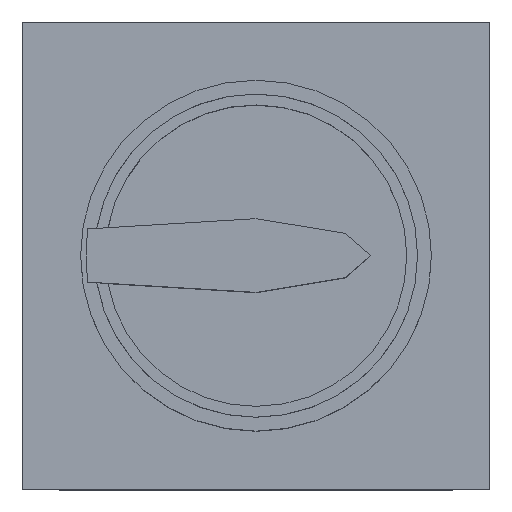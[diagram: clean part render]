
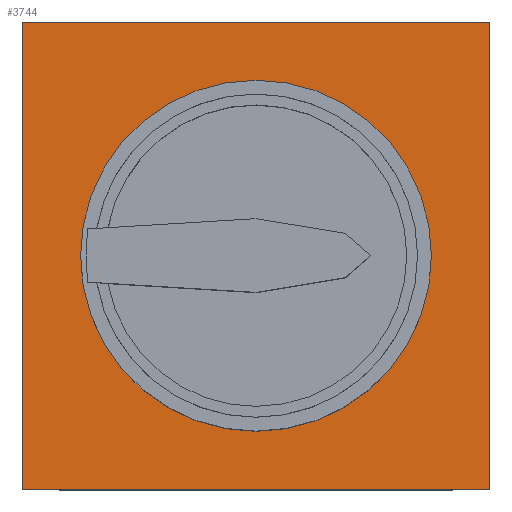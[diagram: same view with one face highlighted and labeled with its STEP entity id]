
A CAD part, top view. The second image highlights one B-rep face of the part: STEP entity #3744.
In plain terms, the highlighted planar face has unit normal (0, 0, 1).
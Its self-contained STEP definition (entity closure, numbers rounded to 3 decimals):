
#43=DIRECTION('',(1.,0.,0.));
#44=VECTOR('',#43,88.);
#45=CARTESIAN_POINT('',(-44.,-44.,8.));
#46=LINE('',#45,#44);
#47=DIRECTION('',(0.,-1.,0.));
#48=VECTOR('',#47,88.);
#49=CARTESIAN_POINT('',(-44.,44.,8.));
#50=LINE('',#49,#48);
#51=DIRECTION('',(-1.,0.,0.));
#52=VECTOR('',#51,88.);
#53=CARTESIAN_POINT('',(44.,44.,8.));
#54=LINE('',#53,#52);
#55=DIRECTION('',(0.,1.,0.));
#56=VECTOR('',#55,88.);
#57=CARTESIAN_POINT('',(44.,-44.,8.));
#58=LINE('',#57,#56);
#59=CARTESIAN_POINT('',(0.,0.,8.));
#60=DIRECTION('',(0.,0.,1.));
#61=DIRECTION('',(1.,0.,0.));
#62=AXIS2_PLACEMENT_3D('',#59,#60,#61);
#64=CARTESIAN_POINT('',(0.,0.,8.));
#65=DIRECTION('',(0.,0.,1.));
#66=DIRECTION('',(-1.,0.,0.));
#67=AXIS2_PLACEMENT_3D('',#64,#65,#66);
#2789=CARTESIAN_POINT('',(-44.,-44.,8.));
#2790=CARTESIAN_POINT('',(44.,-44.,8.));
#2791=VERTEX_POINT('',#2789);
#2792=VERTEX_POINT('',#2790);
#2793=CARTESIAN_POINT('',(44.,44.,8.));
#2794=VERTEX_POINT('',#2793);
#2795=CARTESIAN_POINT('',(-44.,44.,8.));
#2796=VERTEX_POINT('',#2795);
#3549=CARTESIAN_POINT('',(33.,0.,8.));
#3550=CARTESIAN_POINT('',(-33.,0.,8.));
#3551=VERTEX_POINT('',#3549);
#3552=VERTEX_POINT('',#3550);
#3727=CARTESIAN_POINT('',(0.,0.,8.));
#3728=DIRECTION('',(0.,0.,1.));
#3729=DIRECTION('',(1.,0.,0.));
#3730=AXIS2_PLACEMENT_3D('',#3727,#3728,#3729);
#3731=PLANE('',#3730);
#3732=ORIENTED_EDGE('',*,*,#3679,.F.);
#3733=ORIENTED_EDGE('',*,*,#3694,.F.);
#3734=ORIENTED_EDGE('',*,*,#3708,.F.);
#3735=ORIENTED_EDGE('',*,*,#3721,.F.);
#3736=EDGE_LOOP('',(#3732,#3733,#3734,#3735));
#3737=FACE_OUTER_BOUND('',#3736,.F.);
#3739=ORIENTED_EDGE('',*,*,#3738,.T.);
#3741=ORIENTED_EDGE('',*,*,#3740,.T.);
#3742=EDGE_LOOP('',(#3739,#3741));
#3743=FACE_BOUND('',#3742,.F.);
#3744=ADVANCED_FACE('',(#3737,#3743),#3731,.T.);
#63=CIRCLE('',#62,33.);
#68=CIRCLE('',#67,33.);
#3679=EDGE_CURVE('',#2791,#2792,#46,.T.);
#3694=EDGE_CURVE('',#2796,#2791,#50,.T.);
#3708=EDGE_CURVE('',#2794,#2796,#54,.T.);
#3721=EDGE_CURVE('',#2792,#2794,#58,.T.);
#3738=EDGE_CURVE('',#3551,#3552,#63,.T.);
#3740=EDGE_CURVE('',#3552,#3551,#68,.T.);
